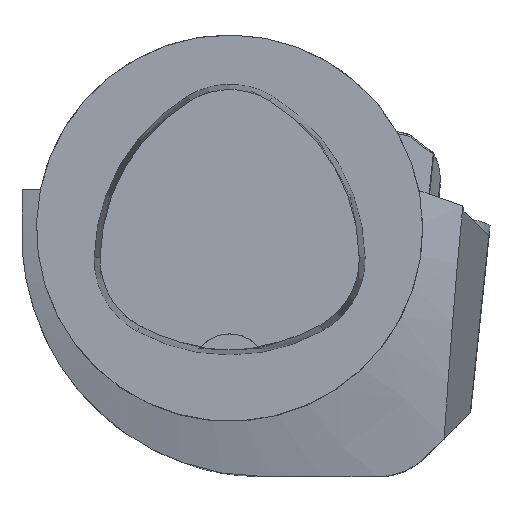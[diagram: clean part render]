
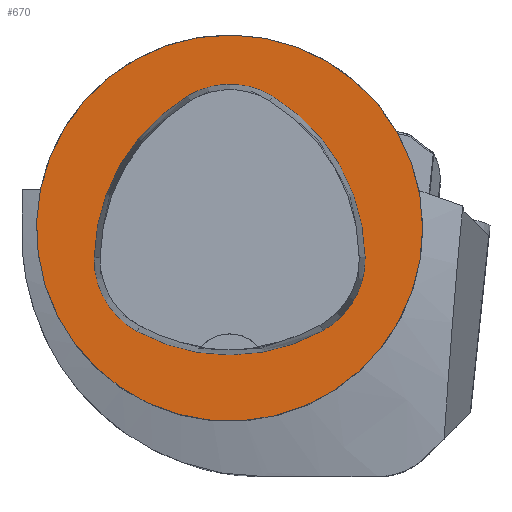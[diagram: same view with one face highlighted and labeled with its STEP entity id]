
A CAD part, top view. The second image highlights one B-rep face of the part: STEP entity #670.
In plain terms, the highlighted planar face has unit normal (0, 0, 1).
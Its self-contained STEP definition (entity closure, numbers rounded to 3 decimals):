
#144=FACE_BOUND('',#979,.T.);
#145=FACE_BOUND('',#980,.T.);
#670=ADVANCED_FACE('',(#144,#145),#730,.T.);
#730=PLANE('',#2465);
#979=EDGE_LOOP('',(#1669,#1670,#1671,#1672,#1673,#1674));
#980=EDGE_LOOP('',(#1675));
#1066=CIRCLE('',#2442,20.);
#1068=CIRCLE('',#2445,8.5);
#1070=CIRCLE('',#2448,20.);
#1072=CIRCLE('',#2451,8.5);
#1075=CIRCLE('',#2455,20.);
#1078=CIRCLE('',#2459,8.5);
#1081=CIRCLE('',#2464,20.);
#1669=ORIENTED_EDGE('',*,*,#2204,.F.);
#1670=ORIENTED_EDGE('',*,*,#2199,.F.);
#1671=ORIENTED_EDGE('',*,*,#2194,.F.);
#1672=ORIENTED_EDGE('',*,*,#2191,.F.);
#1673=ORIENTED_EDGE('',*,*,#2188,.F.);
#1674=ORIENTED_EDGE('',*,*,#2184,.F.);
#1675=ORIENTED_EDGE('',*,*,#2207,.T.);
#1884=VERTEX_POINT('',#4050);
#1885=VERTEX_POINT('',#4051);
#1888=VERTEX_POINT('',#4059);
#1890=VERTEX_POINT('',#4065);
#1892=VERTEX_POINT('',#4071);
#1896=VERTEX_POINT('',#4084);
#1900=VERTEX_POINT('',#4102);
#2184=EDGE_CURVE('',#1884,#1885,#1066,.T.);
#2188=EDGE_CURVE('',#1885,#1888,#1068,.T.);
#2191=EDGE_CURVE('',#1888,#1890,#1070,.T.);
#2194=EDGE_CURVE('',#1890,#1892,#1072,.T.);
#2199=EDGE_CURVE('',#1892,#1896,#1075,.T.);
#2204=EDGE_CURVE('',#1896,#1884,#1078,.T.);
#2207=EDGE_CURVE('',#1900,#1900,#1081,.T.);
#2442=AXIS2_PLACEMENT_3D('',#4049,#3029,#3030);
#2445=AXIS2_PLACEMENT_3D('',#4058,#3037,#3038);
#2448=AXIS2_PLACEMENT_3D('',#4064,#3044,#3045);
#2451=AXIS2_PLACEMENT_3D('',#4070,#3051,#3052);
#2455=AXIS2_PLACEMENT_3D('',#4083,#3060,#3061);
#2459=AXIS2_PLACEMENT_3D('',#4096,#3069,#3070);
#2464=AXIS2_PLACEMENT_3D('',#4101,#3079,#3080);
#2465=AXIS2_PLACEMENT_3D('',#4103,#3081,#3082);
#3029=DIRECTION('',(0.,0.,1.));
#3030=DIRECTION('',(1.,0.,0.));
#3037=DIRECTION('',(0.,0.,1.));
#3038=DIRECTION('',(1.,0.,0.));
#3044=DIRECTION('',(0.,0.,1.));
#3045=DIRECTION('',(1.,0.,0.));
#3051=DIRECTION('',(0.,0.,1.));
#3052=DIRECTION('',(1.,0.,0.));
#3060=DIRECTION('',(0.,0.,1.));
#3061=DIRECTION('',(1.,0.,0.));
#3069=DIRECTION('',(0.,0.,1.));
#3070=DIRECTION('',(1.,0.,0.));
#3079=DIRECTION('',(0.,0.,1.));
#3080=DIRECTION('',(1.,0.,0.));
#3081=DIRECTION('',(0.,0.,1.));
#3082=DIRECTION('',(1.,0.,0.));
#4049=CARTESIAN_POINT('',(-5.955,-3.414,0.));
#4050=CARTESIAN_POINT('',(14.041,-3.042,0.));
#4051=CARTESIAN_POINT('',(4.472,13.653,0.));
#4058=CARTESIAN_POINT('',(0.04,6.4,0.));
#4059=CARTESIAN_POINT('',(-4.347,13.68,0.));
#4064=CARTESIAN_POINT('',(5.976,-3.45,0.));
#4065=CARTESIAN_POINT('',(-14.021,-3.075,0.));
#4070=CARTESIAN_POINT('',(-5.522,-3.235,0.));
#4071=CARTESIAN_POINT('',(-9.588,-10.699,0.));
#4083=CARTESIAN_POINT('',(-0.022,6.864,0.));
#4084=CARTESIAN_POINT('',(9.655,-10.639,0.));
#4096=CARTESIAN_POINT('',(5.543,-3.2,0.));
#4101=CARTESIAN_POINT('',(0.,0.,
0.));
#4102=CARTESIAN_POINT('',(20.,0.,0.));
#4103=CARTESIAN_POINT('',(0.,0.,
0.));
